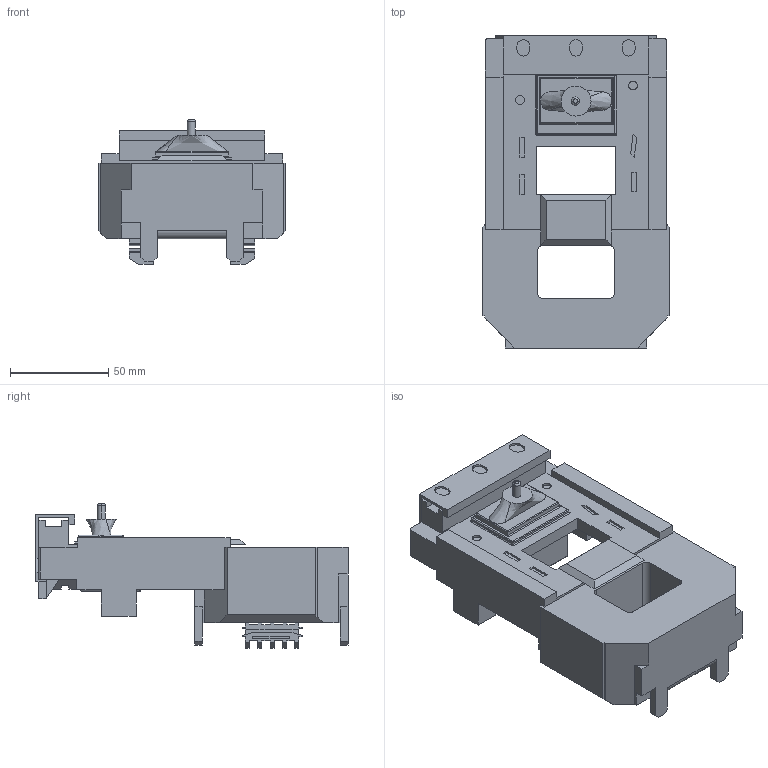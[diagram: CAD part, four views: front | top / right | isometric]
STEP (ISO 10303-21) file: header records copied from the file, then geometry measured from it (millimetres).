
FILE_DESCRIPTION (( 'STEP AP203' ), '1' );
FILE_NAME ('BLX1FJ1000.STEP', '2016-01-18T13:39:10', ( '' ), ( '' ), 'SwSTEP 2.0', 'SolidWorks 2013', '' );
FILE_SCHEMA (( 'CONFIG_CONTROL_DESIGN' ));
Length unit declared in the file: millimetre
Products named in the file (1): BLX1FJ1000
Bounding box: 95 x 158.65 x 73.56 mm (x, y, z)
Volume: 356717.9 mm3; surface area: 74326.3 mm2
Topology: 2 solids, 2 shells, 463 faces, 1298 edges, 842 vertices
Faces by surface type: plane 396, cylinder 51, torus 7, sphere 5, bspline 4
Entity records: 14903 total; most frequent: CARTESIAN_POINT 2889, ORIENTED_EDGE 2586, DIRECTION 2288, EDGE_CURVE 1293, VECTOR 1178, LINE 1178, VERTEX_POINT 842, AXIS2_PLACEMENT_3D 555
